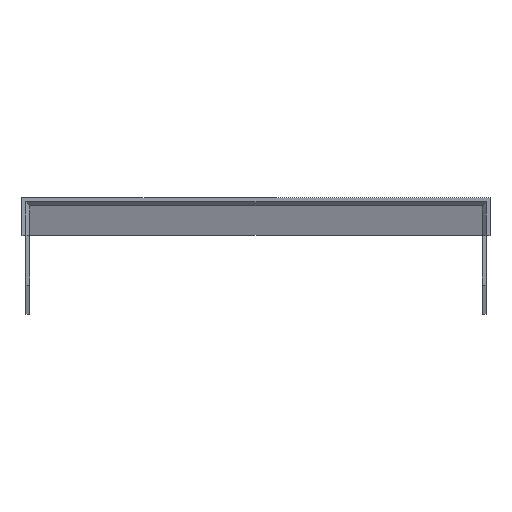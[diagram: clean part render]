
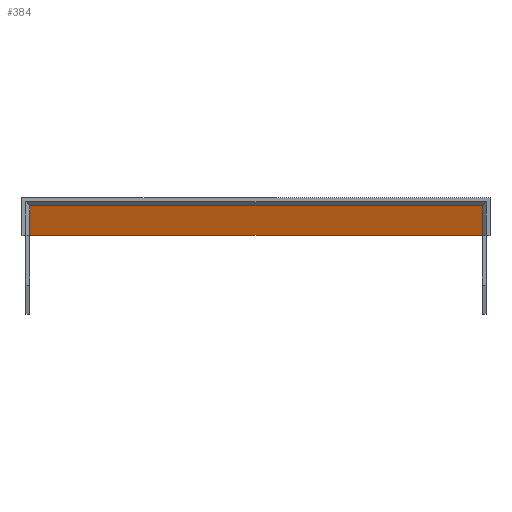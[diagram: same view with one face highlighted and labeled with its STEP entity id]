
A CAD part, top view. The second image highlights one B-rep face of the part: STEP entity #384.
In plain terms, the highlighted planar face has unit normal (0, -1, 0).
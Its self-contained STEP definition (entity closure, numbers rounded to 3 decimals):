
#13 = DIRECTION ( 'NONE',  ( 0., 0., -1. ) ) ;
#24 = CARTESIAN_POINT ( 'NONE',  ( -40., 0., 2969. ) ) ;
#37 = DIRECTION ( 'NONE',  ( 0., 0., 1. ) ) ;
#60 = DIRECTION ( 'NONE',  ( 0., -1., 0. ) ) ;
#81 = CARTESIAN_POINT ( 'NONE',  ( 0., 0., 15. ) ) ;
#90 = CARTESIAN_POINT ( 'NONE',  ( -40., 0., 0. ) ) ;
#91 = DIRECTION ( 'NONE',  ( 0., 0., -1. ) ) ;
#92 = CARTESIAN_POINT ( 'NONE',  ( -40., 0., 2969. ) ) ;
#96 = CARTESIAN_POINT ( 'NONE',  ( 40., 0., 2969. ) ) ;
#102 = DIRECTION ( 'NONE',  ( 1., 0., 0. ) ) ;
#114 = DIRECTION ( 'NONE',  ( 1., 0., 0. ) ) ;
#159 = AXIS2_PLACEMENT_3D ( 'NONE', #81, #60, #37 ) ;
#191 = AXIS2_PLACEMENT_3D ( 'NONE', #813, #821, #799 ) ;
#206 = EDGE_CURVE ( 'NONE', #476, #499, #411, .T. ) ;
#210 = EDGE_CURVE ( 'NONE', #482, #476, #399, .T. ) ;
#215 = EDGE_CURVE ( 'NONE', #483, #499, #395, .T. ) ;
#217 = EDGE_CURVE ( 'NONE', #746, #746, #388, .T. ) ;
#230 = EDGE_CURVE ( 'NONE', #482, #483, #714, .T. ) ;
#384 = ADVANCED_FACE ( 'NONE', ( #749, #743 ), #809, .F. ) ;
#387 = VECTOR ( 'NONE', #102, 1000. ) ;
#388 = CIRCLE ( 'NONE', #159, 2.5 ) ;
#395 = LINE ( 'NONE', #90, #387 ) ;
#396 = VECTOR ( 'NONE', #114, 1000. ) ;
#399 = LINE ( 'NONE', #92, #396 ) ;
#400 = VECTOR ( 'NONE', #91, 1000. ) ;
#411 = LINE ( 'NONE', #96, #400 ) ;
#476 = VERTEX_POINT ( 'NONE', #864 ) ;
#482 = VERTEX_POINT ( 'NONE', #858 ) ;
#483 = VERTEX_POINT ( 'NONE', #855 ) ;
#499 = VERTEX_POINT ( 'NONE', #838 ) ;
#507 = ORIENTED_EDGE ( 'NONE', *, *, #206, .F. ) ;
#520 = ORIENTED_EDGE ( 'NONE', *, *, #210, .F. ) ;
#539 = ORIENTED_EDGE ( 'NONE', *, *, #217, .F. ) ;
#541 = ORIENTED_EDGE ( 'NONE', *, *, #215, .T. ) ;
#551 = ORIENTED_EDGE ( 'NONE', *, *, #230, .T. ) ;
#677 = EDGE_LOOP ( 'NONE', ( #539 ) ) ;
#681 = EDGE_LOOP ( 'NONE', ( #541, #507, #520, #551 ) ) ;
#694 = VECTOR ( 'NONE', #13, 1000. ) ;
#714 = LINE ( 'NONE', #24, #694 ) ;
#743 = FACE_OUTER_BOUND ( 'NONE', #681, .T. ) ;
#746 = VERTEX_POINT ( 'NONE', #828 ) ;
#749 = FACE_BOUND ( 'NONE', #677, .T. ) ;
#799 = DIRECTION ( 'NONE',  ( 0., 0., 1. ) ) ;
#809 = PLANE ( 'NONE',  #191 ) ;
#813 = CARTESIAN_POINT ( 'NONE',  ( -40., 0., 2969. ) ) ;
#821 = DIRECTION ( 'NONE',  ( 0., 1., 0. ) ) ;
#828 = CARTESIAN_POINT ( 'NONE',  ( 0., 0., 17.5 ) ) ;
#838 = CARTESIAN_POINT ( 'NONE',  ( 40., 0., 0. ) ) ;
#855 = CARTESIAN_POINT ( 'NONE',  ( -40., 0., 0. ) ) ;
#858 = CARTESIAN_POINT ( 'NONE',  ( -40., 0., 2969. ) ) ;
#864 = CARTESIAN_POINT ( 'NONE',  ( 40., 0., 2969. ) ) ;
